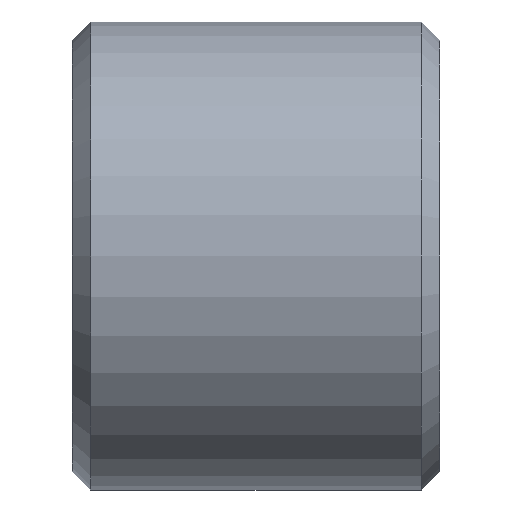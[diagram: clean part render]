
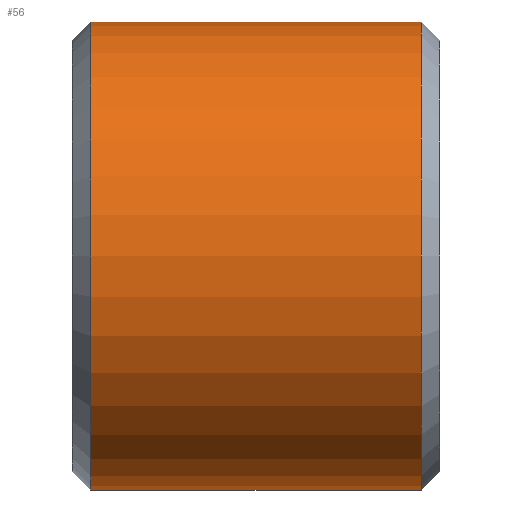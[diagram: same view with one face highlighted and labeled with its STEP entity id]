
A CAD part, left-side view. The second image highlights one B-rep face of the part: STEP entity #56.
In plain terms, the highlighted cylindrical face has radius 127.5 mm (diameter 255 mm), a partial arc.
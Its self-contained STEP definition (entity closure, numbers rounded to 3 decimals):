
#10 = EDGE_CURVE ( 'NONE', #253, #129, #113, .T. ) ;
#19 = VERTEX_POINT ( 'NONE', #195 ) ;
#27 = LINE ( 'NONE', #218, #43 ) ;
#36 = ORIENTED_EDGE ( 'NONE', *, *, #265, .T. ) ;
#43 = VECTOR ( 'NONE', #50, 1000. ) ;
#50 = DIRECTION ( 'NONE',  ( 0., -1., 0. ) ) ;
#56 = ADVANCED_FACE ( 'NONE', ( #215 ), #137, .T. ) ;
#65 = CIRCLE ( 'NONE', #245, 127.5 ) ;
#74 = DIRECTION ( 'NONE',  ( 0., -1., 0. ) ) ;
#75 = DIRECTION ( 'NONE',  ( 0., -1., 0. ) ) ;
#84 = CARTESIAN_POINT ( 'NONE',  ( 0., 190., 127.5 ) ) ;
#85 = DIRECTION ( 'NONE',  ( 0., 1., 0. ) ) ;
#89 = EDGE_CURVE ( 'NONE', #253, #19, #247, .T. ) ;
#90 = VECTOR ( 'NONE', #74, 1000. ) ;
#96 = CARTESIAN_POINT ( 'NONE',  ( 0., 10., 127.5 ) ) ;
#103 = CARTESIAN_POINT ( 'NONE',  ( 0., 10., -127.5 ) ) ;
#113 = LINE ( 'NONE', #273, #90 ) ;
#118 = EDGE_CURVE ( 'NONE', #143, #129, #65, .T. ) ;
#125 = CARTESIAN_POINT ( 'NONE',  ( 0., 10., 0. ) ) ;
#129 = VERTEX_POINT ( 'NONE', #96 ) ;
#137 = CYLINDRICAL_SURFACE ( 'NONE', #170, 127.5 ) ;
#140 = CARTESIAN_POINT ( 'NONE',  ( 0., 190., 0. ) ) ;
#143 = VERTEX_POINT ( 'NONE', #103 ) ;
#169 = ORIENTED_EDGE ( 'NONE', *, *, #10, .F. ) ;
#170 = AXIS2_PLACEMENT_3D ( 'NONE', #214, #235, #193 ) ;
#174 = DIRECTION ( 'NONE',  ( 0., 0., 1. ) ) ;
#193 = DIRECTION ( 'NONE',  ( 0., 0., -1. ) ) ;
#195 = CARTESIAN_POINT ( 'NONE',  ( 0., 190., -127.5 ) ) ;
#202 = AXIS2_PLACEMENT_3D ( 'NONE', #140, #75, #174 ) ;
#208 = ORIENTED_EDGE ( 'NONE', *, *, #89, .T. ) ;
#214 = CARTESIAN_POINT ( 'NONE',  ( 0., 200., 0. ) ) ;
#215 = FACE_OUTER_BOUND ( 'NONE', #231, .T. ) ;
#218 = CARTESIAN_POINT ( 'NONE',  ( 0., 200., -127.5 ) ) ;
#231 = EDGE_LOOP ( 'NONE', ( #169, #208, #36, #267 ) ) ;
#235 = DIRECTION ( 'NONE',  ( 0., -1., 0. ) ) ;
#243 = DIRECTION ( 'NONE',  ( 0., 0., 1. ) ) ;
#245 = AXIS2_PLACEMENT_3D ( 'NONE', #125, #85, #243 ) ;
#247 = CIRCLE ( 'NONE', #202, 127.5 ) ;
#253 = VERTEX_POINT ( 'NONE', #84 ) ;
#265 = EDGE_CURVE ( 'NONE', #19, #143, #27, .T. ) ;
#267 = ORIENTED_EDGE ( 'NONE', *, *, #118, .T. ) ;
#273 = CARTESIAN_POINT ( 'NONE',  ( 0., 200., 127.5 ) ) ;
